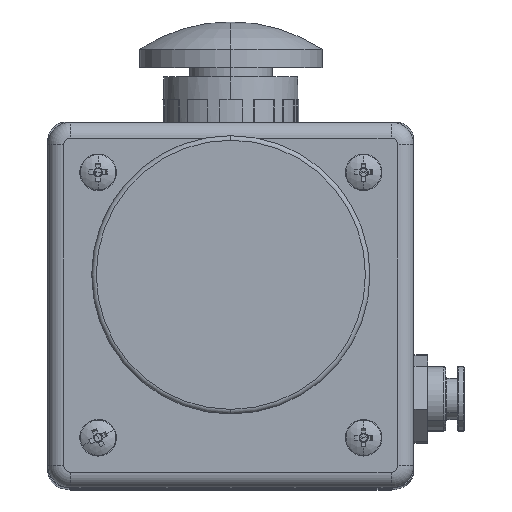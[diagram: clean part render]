
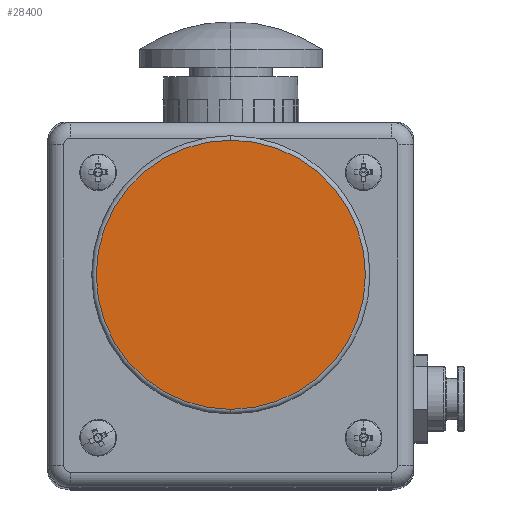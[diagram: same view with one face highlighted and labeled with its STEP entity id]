
A CAD part, top view. The second image highlights one B-rep face of the part: STEP entity #28400.
In plain terms, the highlighted planar face has unit normal (0, 0, 1).
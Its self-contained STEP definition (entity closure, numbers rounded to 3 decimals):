
#614 = VERTEX_POINT ( 'NONE', #18652 ) ;
#2357 = AXIS2_PLACEMENT_3D ( 'NONE', #4184, #61100, #3942 ) ;
#3942 = DIRECTION ( 'NONE',  ( 0., -1., 0. ) ) ;
#4184 = CARTESIAN_POINT ( 'NONE',  ( -220.358, -13.825, 189.034 ) ) ;
#6807 = FACE_OUTER_BOUND ( 'NONE', #30093, .T. ) ;
#14867 = CIRCLE ( 'NONE', #64213, 29.409 ) ;
#16016 = PLANE ( 'NONE',  #2357 ) ;
#17355 = ORIENTED_EDGE ( 'NONE', *, *, #59596, .F. ) ;
#18652 = CARTESIAN_POINT ( 'NONE',  ( -249.767, 15.584, 189.034 ) ) ;
#20338 = EDGE_CURVE ( 'NONE', #44686, #614, #63177, .T. ) ;
#22552 = ORIENTED_EDGE ( 'NONE', *, *, #20338, .F. ) ;
#28400 = ADVANCED_FACE ( 'NONE', ( #6807 ), #16016, .T. ) ;
#30093 = EDGE_LOOP ( 'NONE', ( #17355, #22552 ) ) ;
#39019 = DIRECTION ( 'NONE',  ( 0., 0., -1. ) ) ;
#44686 = VERTEX_POINT ( 'NONE', #72225 ) ;
#47271 = DIRECTION ( 'NONE',  ( 0., 0., -1. ) ) ;
#59596 = EDGE_CURVE ( 'NONE', #614, #44686, #14867, .T. ) ;
#61100 = DIRECTION ( 'NONE',  ( 0., 0., 1. ) ) ;
#63177 = CIRCLE ( 'NONE', #66276, 29.409 ) ;
#64213 = AXIS2_PLACEMENT_3D ( 'NONE', #64600, #47271, #70302 ) ;
#64600 = CARTESIAN_POINT ( 'NONE',  ( -249.767, -13.825, 189.034 ) ) ;
#66276 = AXIS2_PLACEMENT_3D ( 'NONE', #67743, #39019, #67250 ) ;
#67250 = DIRECTION ( 'NONE',  ( 0., 1., 0. ) ) ;
#67743 = CARTESIAN_POINT ( 'NONE',  ( -249.767, -13.825, 189.034 ) ) ;
#70302 = DIRECTION ( 'NONE',  ( 0., 1., 0. ) ) ;
#72225 = CARTESIAN_POINT ( 'NONE',  ( -249.767, -43.234, 189.034 ) ) ;
